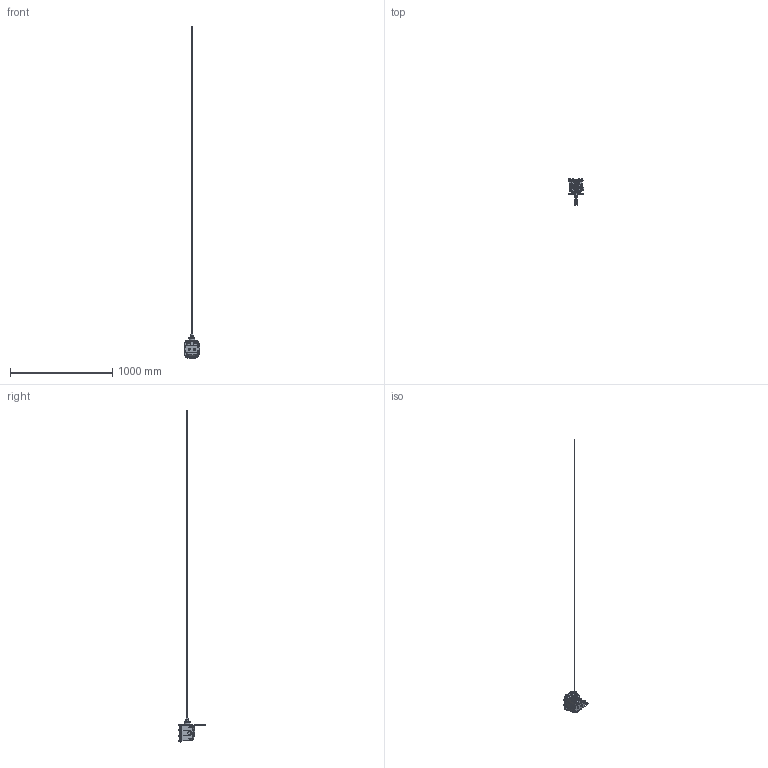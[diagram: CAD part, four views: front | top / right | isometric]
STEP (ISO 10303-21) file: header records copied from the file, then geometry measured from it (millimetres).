
FILE_DESCRIPTION(('Model DB assembly with cable and bracket. 10/4/2012'),'2;1');
FILE_NAME('DB.stp','2012-10-04T16:37:50',('GL'),('Conveyor Components Company'),'Autodesk Inventor 2012','Autodesk Inventor 2012','GL/RW');
FILE_SCHEMA(('AUTOMOTIVE_DESIGN { 1 0 10303 214 1 1 1 1 }'));
Length unit declared in the file: inch
Products named in the file (26): DB; 20340026; 20340026_Welds; 40300037; 20340011; 40300039; 40300015; 40300046; 40300013; 20340032; 20340037; 20340002; 20591216; Hex Cap Screw - Inch 1/4-20 UNC - 1; Regular Helical Spring Lock Washer (Inch) 1/4; 22010006; patch screw base; patch; PC-29; AD-10; 20340008; 20341000; 20340012; 20340009; RS-25 for DB; 20341115
Assembly tree (47 placements, depth 4):
  DB
    20340026
      20340026_Welds
      40300037
      20340011
    40300039
    40300015
    40300046
    40300013
    20340032
      20340037
      20340002
    20591216  x2
    Hex Cap Screw - Inch 1/4-20 UNC - 1  x8
    Regular Helical Spring Lock Washer (Inch) 1/4  x12
    22010006  x4
      patch screw base
      patch
    PC-29
    AD-10
    20340008
      20341000
      20340012
      20340009
        RS-25 for DB
        20341115
Bounding box: 155.06 x 261.22 x 3248.07 mm (x, y, z)
Volume: 1298656 mm3; surface area: 399335.3 mm2
Topology: 45 solids, 45 shells, 971 faces, 2220 edges, 1314 vertices
Faces by surface type: plane 348, cylinder 291, cone 137, bspline 134, torus 52, sphere 9
Full cylindrical faces by diameter (mm): 2.286 x1, 2.388 x2, 2.616 x1, 3.683 x2, 3.962 x2, 4.572 x1, 4.699 x1, 4.978 x13, 6.35 x13, 6.355 x4, 6.604 x1, 7.112 x12, 7.142 x12, 7.798 x2, 9.525 x2, 9.576 x1, 10.001 x12, 10.317 x6, 10.319 x5, 11.125 x1, 25.4 x1, 25.654 x2, 28.575 x2, 29.083 x1, 48.26 x1, 50.8 x1, 54.864 x1, 56.896 x1, 65.024 x1, 66.802 x1
Entity records: 23905 total; most frequent: CARTESIAN_POINT 7942, DIRECTION 3231, ORIENTED_EDGE 2806, EDGE_CURVE 1403, AXIS2_PLACEMENT_3D 1354, EDGE_LOOP 961, VERTEX_POINT 908, FACE_OUTER_BOUND 692
